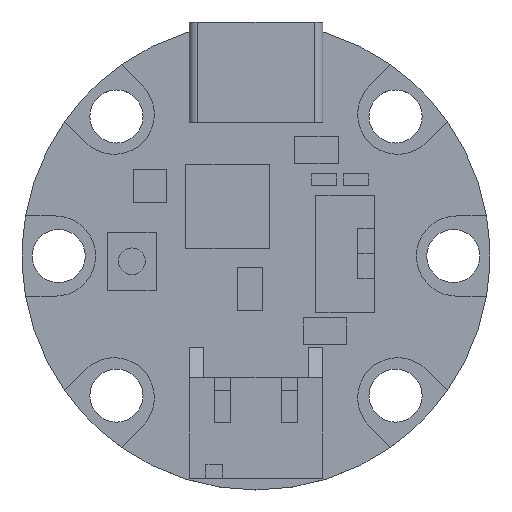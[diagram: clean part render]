
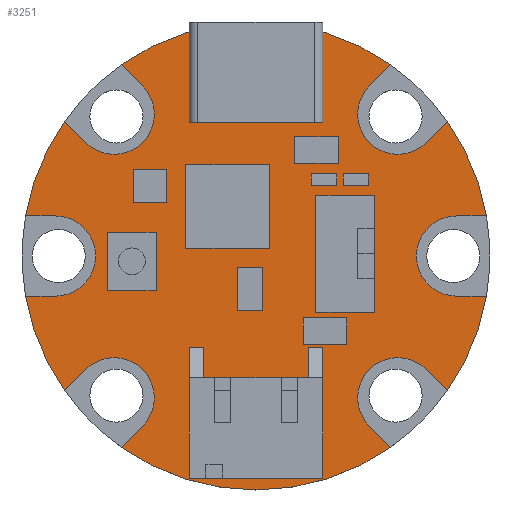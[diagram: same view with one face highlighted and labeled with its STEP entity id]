
A CAD part, top view. The second image highlights one B-rep face of the part: STEP entity #3251.
In plain terms, the highlighted planar face has unit normal (0, 0, 1).
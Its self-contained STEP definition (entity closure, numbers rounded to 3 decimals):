
#103=PLANE('',#3537);
#283=FACE_OUTER_BOUND('',#488,.T.);
#488=EDGE_LOOP('',(#2496,#2497,#2498,#2499,#2500,#2501,#2502,#2503,#2504,
#2505,#2506,#2507,#2508,#2509,#2510,#2511,#2512,#2513,#2514,#2515,#2516,
#2517,#2518,#2519));
#673=LINE('',#4825,#1048);
#677=LINE('',#4837,#1052);
#681=LINE('',#4849,#1056);
#685=LINE('',#4861,#1060);
#689=LINE('',#4873,#1064);
#693=LINE('',#4885,#1068);
#697=LINE('',#4897,#1072);
#701=LINE('',#4909,#1076);
#705=LINE('',#4921,#1080);
#709=LINE('',#4933,#1084);
#713=LINE('',#4945,#1088);
#717=LINE('',#4957,#1092);
#1048=VECTOR('',#3906,10.);
#1052=VECTOR('',#3918,10.);
#1056=VECTOR('',#3930,10.);
#1060=VECTOR('',#3942,10.);
#1064=VECTOR('',#3954,10.);
#1068=VECTOR('',#3966,10.);
#1072=VECTOR('',#3978,10.);
#1076=VECTOR('',#3990,10.);
#1080=VECTOR('',#4002,10.);
#1084=VECTOR('',#4014,10.);
#1088=VECTOR('',#4026,10.);
#1092=VECTOR('',#4038,10.);
#1404=CIRCLE('',#3492,2.4);
#1406=CIRCLE('',#3496,14.);
#1408=CIRCLE('',#3500,2.4);
#1410=CIRCLE('',#3504,14.);
#1412=CIRCLE('',#3508,2.4);
#1414=CIRCLE('',#3512,14.);
#1416=CIRCLE('',#3516,2.4);
#1418=CIRCLE('',#3520,14.);
#1420=CIRCLE('',#3524,2.4);
#1422=CIRCLE('',#3528,14.);
#1424=CIRCLE('',#3532,2.4);
#1426=CIRCLE('',#3536,14.);
#1515=VERTEX_POINT('',#4822);
#1516=VERTEX_POINT('',#4824);
#1518=VERTEX_POINT('',#4830);
#1520=VERTEX_POINT('',#4836);
#1522=VERTEX_POINT('',#4842);
#1524=VERTEX_POINT('',#4848);
#1526=VERTEX_POINT('',#4854);
#1528=VERTEX_POINT('',#4860);
#1530=VERTEX_POINT('',#4866);
#1532=VERTEX_POINT('',#4872);
#1534=VERTEX_POINT('',#4878);
#1536=VERTEX_POINT('',#4884);
#1538=VERTEX_POINT('',#4890);
#1540=VERTEX_POINT('',#4896);
#1542=VERTEX_POINT('',#4902);
#1544=VERTEX_POINT('',#4908);
#1546=VERTEX_POINT('',#4914);
#1548=VERTEX_POINT('',#4920);
#1550=VERTEX_POINT('',#4926);
#1552=VERTEX_POINT('',#4932);
#1554=VERTEX_POINT('',#4938);
#1556=VERTEX_POINT('',#4944);
#1558=VERTEX_POINT('',#4950);
#1560=VERTEX_POINT('',#4956);
#1851=EDGE_CURVE('',#1516,#1515,#673,.T.);
#1854=EDGE_CURVE('',#1518,#1516,#1404,.T.);
#1857=EDGE_CURVE('',#1520,#1518,#677,.T.);
#1860=EDGE_CURVE('',#1522,#1520,#1406,.T.);
#1863=EDGE_CURVE('',#1524,#1522,#681,.T.);
#1866=EDGE_CURVE('',#1526,#1524,#1408,.T.);
#1869=EDGE_CURVE('',#1528,#1526,#685,.T.);
#1872=EDGE_CURVE('',#1530,#1528,#1410,.T.);
#1875=EDGE_CURVE('',#1532,#1530,#689,.T.);
#1878=EDGE_CURVE('',#1534,#1532,#1412,.T.);
#1881=EDGE_CURVE('',#1536,#1534,#693,.T.);
#1884=EDGE_CURVE('',#1538,#1536,#1414,.T.);
#1887=EDGE_CURVE('',#1540,#1538,#697,.T.);
#1890=EDGE_CURVE('',#1542,#1540,#1416,.T.);
#1893=EDGE_CURVE('',#1544,#1542,#701,.T.);
#1896=EDGE_CURVE('',#1546,#1544,#1418,.T.);
#1899=EDGE_CURVE('',#1548,#1546,#705,.T.);
#1902=EDGE_CURVE('',#1550,#1548,#1420,.T.);
#1905=EDGE_CURVE('',#1552,#1550,#709,.T.);
#1908=EDGE_CURVE('',#1554,#1552,#1422,.T.);
#1911=EDGE_CURVE('',#1556,#1554,#713,.T.);
#1914=EDGE_CURVE('',#1558,#1556,#1424,.T.);
#1917=EDGE_CURVE('',#1560,#1558,#717,.T.);
#1920=EDGE_CURVE('',#1515,#1560,#1426,.T.);
#2496=ORIENTED_EDGE('',*,*,#1920,.T.);
#2497=ORIENTED_EDGE('',*,*,#1917,.T.);
#2498=ORIENTED_EDGE('',*,*,#1914,.T.);
#2499=ORIENTED_EDGE('',*,*,#1911,.T.);
#2500=ORIENTED_EDGE('',*,*,#1908,.T.);
#2501=ORIENTED_EDGE('',*,*,#1905,.T.);
#2502=ORIENTED_EDGE('',*,*,#1902,.T.);
#2503=ORIENTED_EDGE('',*,*,#1899,.T.);
#2504=ORIENTED_EDGE('',*,*,#1896,.T.);
#2505=ORIENTED_EDGE('',*,*,#1893,.T.);
#2506=ORIENTED_EDGE('',*,*,#1890,.T.);
#2507=ORIENTED_EDGE('',*,*,#1887,.T.);
#2508=ORIENTED_EDGE('',*,*,#1884,.T.);
#2509=ORIENTED_EDGE('',*,*,#1881,.T.);
#2510=ORIENTED_EDGE('',*,*,#1878,.T.);
#2511=ORIENTED_EDGE('',*,*,#1875,.T.);
#2512=ORIENTED_EDGE('',*,*,#1872,.T.);
#2513=ORIENTED_EDGE('',*,*,#1869,.T.);
#2514=ORIENTED_EDGE('',*,*,#1866,.T.);
#2515=ORIENTED_EDGE('',*,*,#1863,.T.);
#2516=ORIENTED_EDGE('',*,*,#1860,.T.);
#2517=ORIENTED_EDGE('',*,*,#1857,.T.);
#2518=ORIENTED_EDGE('',*,*,#1854,.T.);
#2519=ORIENTED_EDGE('',*,*,#1851,.T.);
#3251=ADVANCED_FACE('',(#283),#103,.T.);
#3492=AXIS2_PLACEMENT_3D('',#4831,#3912,#3913);
#3496=AXIS2_PLACEMENT_3D('',#4843,#3924,#3925);
#3500=AXIS2_PLACEMENT_3D('',#4855,#3936,#3937);
#3504=AXIS2_PLACEMENT_3D('',#4867,#3948,#3949);
#3508=AXIS2_PLACEMENT_3D('',#4879,#3960,#3961);
#3512=AXIS2_PLACEMENT_3D('',#4891,#3972,#3973);
#3516=AXIS2_PLACEMENT_3D('',#4903,#3984,#3985);
#3520=AXIS2_PLACEMENT_3D('',#4915,#3996,#3997);
#3524=AXIS2_PLACEMENT_3D('',#4927,#4008,#4009);
#3528=AXIS2_PLACEMENT_3D('',#4939,#4020,#4021);
#3532=AXIS2_PLACEMENT_3D('',#4951,#4032,#4033);
#3536=AXIS2_PLACEMENT_3D('',#4961,#4044,#4045);
#3537=AXIS2_PLACEMENT_3D('',#4962,#4046,#4047);
#3906=DIRECTION('',(-0.707,0.707,0.));
#3912=DIRECTION('center_axis',(0.,0.,-1.));
#3913=DIRECTION('ref_axis',(-0.707,-0.707,0.));
#3918=DIRECTION('',(0.707,-0.707,0.));
#3924=DIRECTION('center_axis',(0.,0.,1.));
#3925=DIRECTION('ref_axis',(1.,0.,0.));
#3930=DIRECTION('',(0.707,0.707,0.));
#3936=DIRECTION('center_axis',(0.,0.,-1.));
#3937=DIRECTION('ref_axis',(-0.707,0.707,0.));
#3942=DIRECTION('',(-0.707,-0.707,0.));
#3948=DIRECTION('center_axis',(0.,0.,1.));
#3949=DIRECTION('ref_axis',(1.,0.,0.));
#3954=DIRECTION('',(1.,0.,0.));
#3960=DIRECTION('center_axis',(0.,0.,-1.));
#3961=DIRECTION('ref_axis',(0.,1.,0.));
#3966=DIRECTION('',(-1.,0.,0.));
#3972=DIRECTION('center_axis',(0.,0.,1.));
#3973=DIRECTION('ref_axis',(1.,0.,0.));
#3978=DIRECTION('',(0.707,-0.707,0.));
#3984=DIRECTION('center_axis',(0.,0.,-1.));
#3985=DIRECTION('ref_axis',(0.707,0.707,0.));
#3990=DIRECTION('',(-0.707,0.707,0.));
#3996=DIRECTION('center_axis',(0.,0.,1.));
#3997=DIRECTION('ref_axis',(1.,0.,0.));
#4002=DIRECTION('',(-0.707,-0.707,0.));
#4008=DIRECTION('center_axis',(0.,0.,-1.));
#4009=DIRECTION('ref_axis',(0.707,-0.707,0.));
#4014=DIRECTION('',(0.707,0.707,0.));
#4020=DIRECTION('center_axis',(0.,0.,1.));
#4021=DIRECTION('ref_axis',(1.,0.,0.));
#4026=DIRECTION('',(-1.,0.,0.));
#4032=DIRECTION('center_axis',(0.,0.,-1.));
#4033=DIRECTION('ref_axis',(0.,-1.,0.));
#4038=DIRECTION('',(1.,0.,0.));
#4044=DIRECTION('center_axis',(0.,0.,1.));
#4045=DIRECTION('ref_axis',(1.,0.,0.));
#4046=DIRECTION('center_axis',(0.,0.,1.));
#4047=DIRECTION('ref_axis',(1.,0.,0.));
#4822=CARTESIAN_POINT('',(-11.45,8.056,0.8));
#4824=CARTESIAN_POINT('',(-10.182,6.788,0.8));
#4825=CARTESIAN_POINT('',(-11.45,8.056,0.8));
#4830=CARTESIAN_POINT('',(-6.788,10.182,0.8));
#4831=CARTESIAN_POINT('Origin',(-8.485,8.485,0.8));
#4836=CARTESIAN_POINT('',(-8.056,11.45,0.8));
#4837=CARTESIAN_POINT('',(-6.788,10.182,0.8));
#4842=CARTESIAN_POINT('',(8.056,11.45,0.8));
#4843=CARTESIAN_POINT('Origin',(0.,0.,0.8));
#4848=CARTESIAN_POINT('',(6.788,10.182,0.8));
#4849=CARTESIAN_POINT('',(8.056,11.45,0.8));
#4854=CARTESIAN_POINT('',(10.182,6.788,0.8));
#4855=CARTESIAN_POINT('Origin',(8.485,8.485,0.8));
#4860=CARTESIAN_POINT('',(11.45,8.056,0.8));
#4861=CARTESIAN_POINT('',(10.182,6.788,0.8));
#4866=CARTESIAN_POINT('',(13.793,2.4,0.8));
#4867=CARTESIAN_POINT('Origin',(0.,0.,0.8));
#4872=CARTESIAN_POINT('',(12.,2.4,0.8));
#4873=CARTESIAN_POINT('',(13.793,2.4,0.8));
#4878=CARTESIAN_POINT('',(12.,-2.4,0.8));
#4879=CARTESIAN_POINT('Origin',(12.,0.,
0.8));
#4884=CARTESIAN_POINT('',(13.793,-2.4,0.8));
#4885=CARTESIAN_POINT('',(12.,-2.4,0.8));
#4890=CARTESIAN_POINT('',(11.45,-8.056,0.8));
#4891=CARTESIAN_POINT('Origin',(0.,0.,0.8));
#4896=CARTESIAN_POINT('',(10.182,-6.788,0.8));
#4897=CARTESIAN_POINT('',(11.45,-8.056,0.8));
#4902=CARTESIAN_POINT('',(6.788,-10.182,0.8));
#4903=CARTESIAN_POINT('Origin',(8.485,-8.485,0.8));
#4908=CARTESIAN_POINT('',(8.056,-11.45,0.8));
#4909=CARTESIAN_POINT('',(6.788,-10.182,0.8));
#4914=CARTESIAN_POINT('',(-8.056,-11.45,0.8));
#4915=CARTESIAN_POINT('Origin',(0.,0.,0.8));
#4920=CARTESIAN_POINT('',(-6.788,-10.182,0.8));
#4921=CARTESIAN_POINT('',(-8.056,-11.45,0.8));
#4926=CARTESIAN_POINT('',(-10.182,-6.788,0.8));
#4927=CARTESIAN_POINT('Origin',(-8.485,-8.485,0.8));
#4932=CARTESIAN_POINT('',(-11.45,-8.056,0.8));
#4933=CARTESIAN_POINT('',(-10.182,-6.788,0.8));
#4938=CARTESIAN_POINT('',(-13.793,-2.4,0.8));
#4939=CARTESIAN_POINT('Origin',(0.,0.,0.8));
#4944=CARTESIAN_POINT('',(-12.,-2.4,0.8));
#4945=CARTESIAN_POINT('',(-13.793,-2.4,0.8));
#4950=CARTESIAN_POINT('',(-12.,2.4,0.8));
#4951=CARTESIAN_POINT('Origin',(-12.,0.,0.8));
#4956=CARTESIAN_POINT('',(-13.793,2.4,0.8));
#4957=CARTESIAN_POINT('',(-12.,2.4,0.8));
#4961=CARTESIAN_POINT('Origin',(0.,0.,0.8));
#4962=CARTESIAN_POINT('Origin',(0.,0.,0.8));
